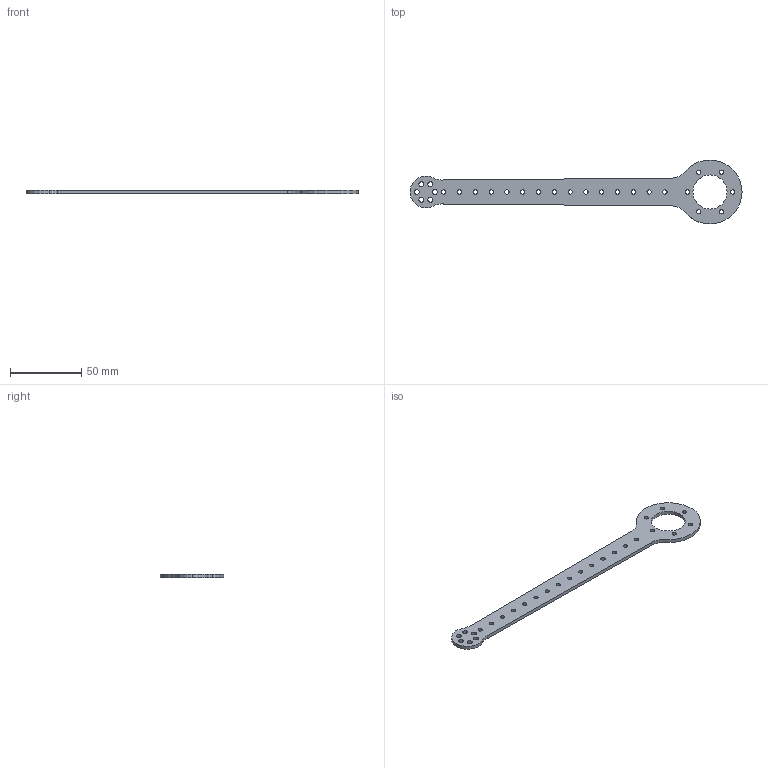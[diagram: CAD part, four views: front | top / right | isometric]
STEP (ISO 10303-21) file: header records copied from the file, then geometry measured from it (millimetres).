
FILE_DESCRIPTION (( 'STEP AP214' ), '1' );
FILE_NAME ('Carbon Plate Lower Extremedy.STEP', '2021-02-19T00:24:26', ( '' ), ( '' ), 'SwSTEP 2.0', 'SolidWorks 2019', '' );
FILE_SCHEMA (( 'AUTOMOTIVE_DESIGN' ));
Length unit declared in the file: inch
Products named in the file (1): Carbon Plate Lower Extremedy
Bounding box: 233.61 x 45 x 2.5 mm (x, y, z)
Volume: 11018.7 mm3; surface area: 10943.8 mm2
Topology: 1 solids, 1 shells, 67 faces, 195 edges, 130 vertices
Faces by surface type: cylinder 63, plane 4
Entity records: 2447 total; most frequent: DIRECTION 457, CARTESIAN_POINT 393, ORIENTED_EDGE 390, EDGE_CURVE 195, AXIS2_PLACEMENT_3D 194, VERTEX_POINT 130, CIRCLE 126, EDGE_LOOP 123
